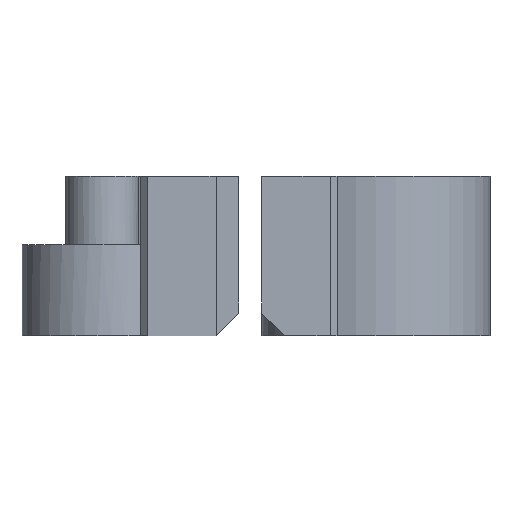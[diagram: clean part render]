
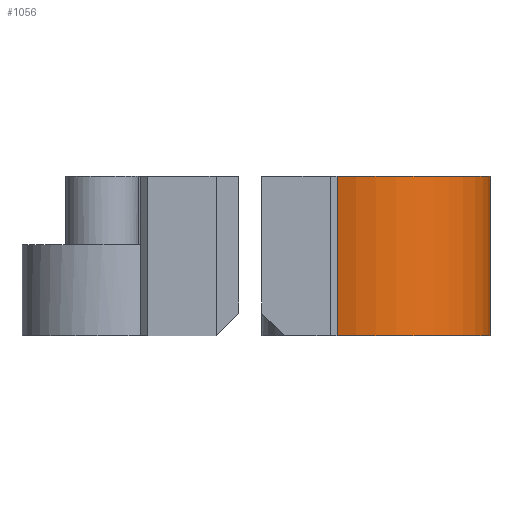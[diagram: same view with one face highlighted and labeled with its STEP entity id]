
A CAD part, front view. The second image highlights one B-rep face of the part: STEP entity #1056.
In plain terms, the highlighted cylindrical face has radius 5 mm (diameter 10 mm), a partial arc.
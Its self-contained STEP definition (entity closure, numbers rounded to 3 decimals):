
#33 = PLANE('',#34);
#34 = AXIS2_PLACEMENT_3D('',#35,#36,#37);
#35 = CARTESIAN_POINT('',(11.013,0.,-5.5));
#36 = DIRECTION('',(0.,0.,-1.));
#37 = DIRECTION('',(-1.,0.,0.));
#119 = VERTEX_POINT('',#120);
#120 = CARTESIAN_POINT('',(13.25,-8.159,-5.5));
#139 = CYLINDRICAL_SURFACE('',#140,3.);
#140 = AXIS2_PLACEMENT_3D('',#141,#142,#143);
#141 = CARTESIAN_POINT('',(14.,-5.254,-5.5));
#142 = DIRECTION('',(0.,0.,1.));
#143 = DIRECTION('',(-1.,0.,0.));
#151 = EDGE_CURVE('',#152,#119,#154,.T.);
#152 = VERTEX_POINT('',#153);
#153 = CARTESIAN_POINT('',(17.,-13.,-5.5));
#154 = SURFACE_CURVE('',#155,(#160,#171),.PCURVE_S1.);
#155 = CIRCLE('',#156,5.);
#156 = AXIS2_PLACEMENT_3D('',#157,#158,#159);
#157 = CARTESIAN_POINT('',(12.,-13.,-5.5));
#158 = DIRECTION('',(0.,0.,1.));
#159 = DIRECTION('',(1.,0.,0.));
#160 = PCURVE('',#33,#161);
#161 = DEFINITIONAL_REPRESENTATION('',(#162),#170);
#162 = ( BOUNDED_CURVE() B_SPLINE_CURVE(2,(#163,#164,#165,#166,#167,#168
,#169),.UNSPECIFIED.,.T.,.F.) B_SPLINE_CURVE_WITH_KNOTS((1,2,2,2,2,1),(
    -2.094,0.,2.094,4.189,6.283,
8.378),.UNSPECIFIED.) CURVE() GEOMETRIC_REPRESENTATION_ITEM() 
RATIONAL_B_SPLINE_CURVE((1.,0.5,1.,0.5,1.,0.5,1.)) REPRESENTATION_ITEM(
  '') );
#163 = CARTESIAN_POINT('',(-5.987,-13.));
#164 = CARTESIAN_POINT('',(-5.987,-4.34));
#165 = CARTESIAN_POINT('',(1.513,-8.67));
#166 = CARTESIAN_POINT('',(9.013,-13.));
#167 = CARTESIAN_POINT('',(1.513,-17.33));
#168 = CARTESIAN_POINT('',(-5.987,-21.66));
#169 = CARTESIAN_POINT('',(-5.987,-13.));
#170 = ( GEOMETRIC_REPRESENTATION_CONTEXT(2) 
PARAMETRIC_REPRESENTATION_CONTEXT() REPRESENTATION_CONTEXT('2D SPACE',''
  ) );
#171 = PCURVE('',#172,#177);
#172 = CYLINDRICAL_SURFACE('',#173,5.);
#173 = AXIS2_PLACEMENT_3D('',#174,#175,#176);
#174 = CARTESIAN_POINT('',(12.,-13.,-5.5));
#175 = DIRECTION('',(0.,0.,1.));
#176 = DIRECTION('',(1.,0.,0.));
#177 = DEFINITIONAL_REPRESENTATION('',(#178),#182);
#178 = LINE('',#179,#180);
#179 = CARTESIAN_POINT('',(6.283,0.));
#180 = VECTOR('',#181,1.);
#181 = DIRECTION('',(1.,0.));
#182 = ( GEOMETRIC_REPRESENTATION_CONTEXT(2) 
PARAMETRIC_REPRESENTATION_CONTEXT() REPRESENTATION_CONTEXT('2D SPACE',''
  ) );
#184 = EDGE_CURVE('',#185,#152,#187,.T.);
#185 = VERTEX_POINT('',#186);
#186 = CARTESIAN_POINT('',(10.298,-17.702,-5.5));
#187 = SURFACE_CURVE('',#188,(#193,#204),.PCURVE_S1.);
#188 = CIRCLE('',#189,5.);
#189 = AXIS2_PLACEMENT_3D('',#190,#191,#192);
#190 = CARTESIAN_POINT('',(12.,-13.,-5.5));
#191 = DIRECTION('',(0.,0.,1.));
#192 = DIRECTION('',(1.,0.,0.));
#193 = PCURVE('',#33,#194);
#194 = DEFINITIONAL_REPRESENTATION('',(#195),#203);
#195 = ( BOUNDED_CURVE() B_SPLINE_CURVE(2,(#196,#197,#198,#199,#200,#201
,#202),.UNSPECIFIED.,.T.,.F.) B_SPLINE_CURVE_WITH_KNOTS((1,2,2,2,2,1),(
    -2.094,0.,2.094,4.189,6.283,
8.378),.UNSPECIFIED.) CURVE() GEOMETRIC_REPRESENTATION_ITEM() 
RATIONAL_B_SPLINE_CURVE((1.,0.5,1.,0.5,1.,0.5,1.)) REPRESENTATION_ITEM(
  '') );
#196 = CARTESIAN_POINT('',(-5.987,-13.));
#197 = CARTESIAN_POINT('',(-5.987,-4.34));
#198 = CARTESIAN_POINT('',(1.513,-8.67));
#199 = CARTESIAN_POINT('',(9.013,-13.));
#200 = CARTESIAN_POINT('',(1.513,-17.33));
#201 = CARTESIAN_POINT('',(-5.987,-21.66));
#202 = CARTESIAN_POINT('',(-5.987,-13.));
#203 = ( GEOMETRIC_REPRESENTATION_CONTEXT(2) 
PARAMETRIC_REPRESENTATION_CONTEXT() REPRESENTATION_CONTEXT('2D SPACE',''
  ) );
#204 = PCURVE('',#172,#205);
#205 = DEFINITIONAL_REPRESENTATION('',(#206),#210);
#206 = LINE('',#207,#208);
#207 = CARTESIAN_POINT('',(0.,0.));
#208 = VECTOR('',#209,1.);
#209 = DIRECTION('',(1.,0.));
#210 = ( GEOMETRIC_REPRESENTATION_CONTEXT(2) 
PARAMETRIC_REPRESENTATION_CONTEXT() REPRESENTATION_CONTEXT('2D SPACE',''
  ) );
#228 = PLANE('',#229);
#229 = AXIS2_PLACEMENT_3D('',#230,#231,#232);
#230 = CARTESIAN_POINT('',(10.5,-17.5,1.5));
#231 = DIRECTION('',(0.707,-0.707,-0.));
#232 = DIRECTION('',(0.,-0.,1.));
#701 = PLANE('',#702);
#702 = AXIS2_PLACEMENT_3D('',#703,#704,#705);
#703 = CARTESIAN_POINT('',(10.666,0.,1.5));
#704 = DIRECTION('',(0.,0.,1.));
#705 = DIRECTION('',(1.,0.,0.));
#936 = EDGE_CURVE('',#119,#937,#939,.T.);
#937 = VERTEX_POINT('',#938);
#938 = CARTESIAN_POINT('',(13.25,-8.159,1.5));
#939 = SURFACE_CURVE('',#940,(#944,#951),.PCURVE_S1.);
#940 = LINE('',#941,#942);
#941 = CARTESIAN_POINT('',(13.25,-8.159,-5.5));
#942 = VECTOR('',#943,1.);
#943 = DIRECTION('',(0.,0.,1.));
#944 = PCURVE('',#139,#945);
#945 = DEFINITIONAL_REPRESENTATION('',(#946),#950);
#946 = LINE('',#947,#948);
#947 = CARTESIAN_POINT('',(1.318,0.));
#948 = VECTOR('',#949,1.);
#949 = DIRECTION('',(0.,1.));
#950 = ( GEOMETRIC_REPRESENTATION_CONTEXT(2) 
PARAMETRIC_REPRESENTATION_CONTEXT() REPRESENTATION_CONTEXT('2D SPACE',''
  ) );
#951 = PCURVE('',#172,#952);
#952 = DEFINITIONAL_REPRESENTATION('',(#953),#957);
#953 = LINE('',#954,#955);
#954 = CARTESIAN_POINT('',(7.601,0.));
#955 = VECTOR('',#956,1.);
#956 = DIRECTION('',(0.,1.));
#957 = ( GEOMETRIC_REPRESENTATION_CONTEXT(2) 
PARAMETRIC_REPRESENTATION_CONTEXT() REPRESENTATION_CONTEXT('2D SPACE',''
  ) );
#1056 = ADVANCED_FACE('',(#1057),#172,.T.);
#1057 = FACE_BOUND('',#1058,.T.);
#1058 = EDGE_LOOP('',(#1059,#1060,#1061,#1085,#1109,#1129));
#1059 = ORIENTED_EDGE('',*,*,#151,.T.);
#1060 = ORIENTED_EDGE('',*,*,#936,.T.);
#1061 = ORIENTED_EDGE('',*,*,#1062,.F.);
#1062 = EDGE_CURVE('',#1063,#937,#1065,.T.);
#1063 = VERTEX_POINT('',#1064);
#1064 = CARTESIAN_POINT('',(17.,-13.,1.5));
#1065 = SURFACE_CURVE('',#1066,(#1071,#1078),.PCURVE_S1.);
#1066 = CIRCLE('',#1067,5.);
#1067 = AXIS2_PLACEMENT_3D('',#1068,#1069,#1070);
#1068 = CARTESIAN_POINT('',(12.,-13.,1.5));
#1069 = DIRECTION('',(0.,0.,1.));
#1070 = DIRECTION('',(1.,0.,0.));
#1071 = PCURVE('',#172,#1072);
#1072 = DEFINITIONAL_REPRESENTATION('',(#1073),#1077);
#1073 = LINE('',#1074,#1075);
#1074 = CARTESIAN_POINT('',(6.283,7.));
#1075 = VECTOR('',#1076,1.);
#1076 = DIRECTION('',(1.,0.));
#1077 = ( GEOMETRIC_REPRESENTATION_CONTEXT(2) 
PARAMETRIC_REPRESENTATION_CONTEXT() REPRESENTATION_CONTEXT('2D SPACE',''
  ) );
#1078 = PCURVE('',#701,#1079);
#1079 = DEFINITIONAL_REPRESENTATION('',(#1080),#1084);
#1080 = CIRCLE('',#1081,5.);
#1081 = AXIS2_PLACEMENT_2D('',#1082,#1083);
#1082 = CARTESIAN_POINT('',(1.334,-13.));
#1083 = DIRECTION('',(1.,0.));
#1084 = ( GEOMETRIC_REPRESENTATION_CONTEXT(2) 
PARAMETRIC_REPRESENTATION_CONTEXT() REPRESENTATION_CONTEXT('2D SPACE',''
  ) );
#1085 = ORIENTED_EDGE('',*,*,#1086,.F.);
#1086 = EDGE_CURVE('',#1087,#1063,#1089,.T.);
#1087 = VERTEX_POINT('',#1088);
#1088 = CARTESIAN_POINT('',(10.298,-17.702,1.5));
#1089 = SURFACE_CURVE('',#1090,(#1095,#1102),.PCURVE_S1.);
#1090 = CIRCLE('',#1091,5.);
#1091 = AXIS2_PLACEMENT_3D('',#1092,#1093,#1094);
#1092 = CARTESIAN_POINT('',(12.,-13.,1.5));
#1093 = DIRECTION('',(0.,0.,1.));
#1094 = DIRECTION('',(1.,0.,0.));
#1095 = PCURVE('',#172,#1096);
#1096 = DEFINITIONAL_REPRESENTATION('',(#1097),#1101);
#1097 = LINE('',#1098,#1099);
#1098 = CARTESIAN_POINT('',(0.,7.));
#1099 = VECTOR('',#1100,1.);
#1100 = DIRECTION('',(1.,0.));
#1101 = ( GEOMETRIC_REPRESENTATION_CONTEXT(2) 
PARAMETRIC_REPRESENTATION_CONTEXT() REPRESENTATION_CONTEXT('2D SPACE',''
  ) );
#1102 = PCURVE('',#701,#1103);
#1103 = DEFINITIONAL_REPRESENTATION('',(#1104),#1108);
#1104 = CIRCLE('',#1105,5.);
#1105 = AXIS2_PLACEMENT_2D('',#1106,#1107);
#1106 = CARTESIAN_POINT('',(1.334,-13.));
#1107 = DIRECTION('',(1.,0.));
#1108 = ( GEOMETRIC_REPRESENTATION_CONTEXT(2) 
PARAMETRIC_REPRESENTATION_CONTEXT() REPRESENTATION_CONTEXT('2D SPACE',''
  ) );
#1109 = ORIENTED_EDGE('',*,*,#1110,.F.);
#1110 = EDGE_CURVE('',#185,#1087,#1111,.T.);
#1111 = SURFACE_CURVE('',#1112,(#1116,#1123),.PCURVE_S1.);
#1112 = LINE('',#1113,#1114);
#1113 = CARTESIAN_POINT('',(10.298,-17.702,-5.5));
#1114 = VECTOR('',#1115,1.);
#1115 = DIRECTION('',(0.,0.,1.));
#1116 = PCURVE('',#172,#1117);
#1117 = DEFINITIONAL_REPRESENTATION('',(#1118),#1122);
#1118 = LINE('',#1119,#1120);
#1119 = CARTESIAN_POINT('',(4.365,0.));
#1120 = VECTOR('',#1121,1.);
#1121 = DIRECTION('',(0.,1.));
#1122 = ( GEOMETRIC_REPRESENTATION_CONTEXT(2) 
PARAMETRIC_REPRESENTATION_CONTEXT() REPRESENTATION_CONTEXT('2D SPACE',''
  ) );
#1123 = PCURVE('',#228,#1124);
#1124 = DEFINITIONAL_REPRESENTATION('',(#1125),#1128);
#1125 = B_SPLINE_CURVE_WITH_KNOTS('',1,(#1126,#1127),.UNSPECIFIED.,.F.,
  .F.,(2,2),(0.,7.),.PIECEWISE_BEZIER_KNOTS.);
#1126 = CARTESIAN_POINT('',(-7.,0.285));
#1127 = CARTESIAN_POINT('',(0.,0.285));
#1128 = ( GEOMETRIC_REPRESENTATION_CONTEXT(2) 
PARAMETRIC_REPRESENTATION_CONTEXT() REPRESENTATION_CONTEXT('2D SPACE',''
  ) );
#1129 = ORIENTED_EDGE('',*,*,#184,.T.);
